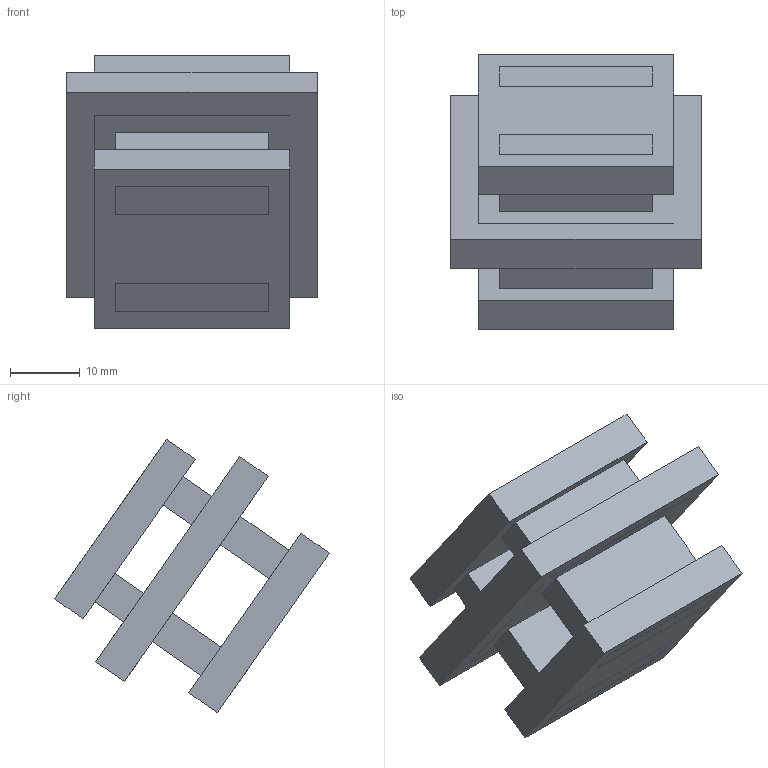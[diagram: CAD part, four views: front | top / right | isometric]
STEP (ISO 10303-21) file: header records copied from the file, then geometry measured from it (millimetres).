
FILE_DESCRIPTION(/* description */ (''),/* implementation_level */ '2;1');
FILE_NAME(/* name */ 'Bouton.step',/* time_stamp */ '2025-11-02T17:58:12+01:00',/* author */ (''),/* organization */ (''),/* preprocessor_version */ 'ST-DEVELOPER v20.1',/* originating_system */ 'Autodesk Translation Framework v14.17.0.0',/* authorisation */ '');
FILE_SCHEMA (('AUTOMOTIVE_DESIGN { 1 0 10303 214 3 1 1 }'));
Length unit declared in the file: millimetre
Products named in the file (6): 2025-11-02-17-58-12-141; 2025-11-02-17-58-12-138; 2025-11-02-17-58-12-138_1; 2025-11-02-17-58-12-138_2; 2025-11-02-17-58-12-140; 2025-11-02-17-58-12-140_1
Assembly tree (5 placements, depth 2):
  2025-11-02-17-58-12-141
    2025-11-02-17-58-12-138
    2025-11-02-17-58-12-138_1
    2025-11-02-17-58-12-138_2
    2025-11-02-17-58-12-140
    2025-11-02-17-58-12-140_1
Bounding box: 36 x 39.41 x 39.28 mm (x, y, z)
Volume: 17289.2 mm3; surface area: 12225.6 mm2
Topology: 5 solids, 5 shells, 64 faces, 162 edges, 106 vertices
Faces by surface type: plane 64
Entity records: 2091 total; most frequent: CARTESIAN_POINT 343, ORIENTED_EDGE 324, DIRECTION 312, LINE 162, VECTOR 162, EDGE_CURVE 162, VERTEX_POINT 106, EDGE_LOOP 78
